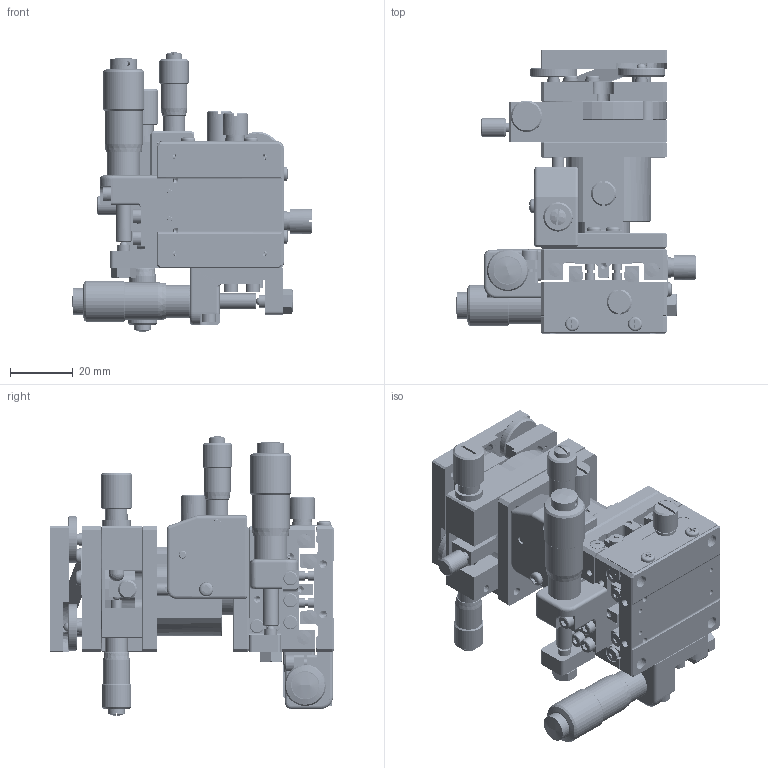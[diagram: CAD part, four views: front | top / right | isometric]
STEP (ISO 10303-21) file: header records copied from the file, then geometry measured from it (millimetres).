
FILE_DESCRIPTION (( 'STEP AP214' ), '1' );
FILE_NAME ('6 Axis - XYZ – Rotary - TipTilt.STEP', '2023-12-05T16:09:31', ( '' ), ( '' ), 'SwSTEP 2.0', 'SolidWorks 2023', '' );
FILE_SCHEMA (( 'AUTOMOTIVE_DESIGN' ));
Length unit declared in the file: millimetre
Products named in the file (15): TSD-402SUU-C1B-S08.stp; TSD-402SUU.stp; 6 Axis - XYZ – Rotary - TipTilt; KSP-406MUU(2)^KSP-406MUU; TSD-403UU(2)^TSD-403UU; TSD-402SUU-C1B-S10.stp; TSD-403UU-C1C-S08^TSD-403UU(2)_TSD-403UU; KSP-406MUU; KSP-40UU-C1A-S01^KSP-406MUU(2)_KSP-406MUU; KSP-40UU-C1A-S05^KSP-406MUU(2)_KSP-406MUU; TSD-402SUU-C1B-S09.stp; TSD-402SUU; TSD-403UU-C1C-S07^TSD-403UU(2)_TSD-403UU; AIS-40BUU; TSD-403UU
Assembly tree (14 placements, depth 4):
  6 Axis - XYZ – Rotary - TipTilt
    TSD-402SUU
      TSD-402SUU.stp
        TSD-402SUU-C1B-S08.stp
        TSD-402SUU-C1B-S10.stp
        TSD-402SUU-C1B-S09.stp
    TSD-403UU
      TSD-403UU(2)^TSD-403UU
        TSD-403UU-C1C-S07^TSD-403UU(2)_TSD-403UU
        TSD-403UU-C1C-S08^TSD-403UU(2)_TSD-403UU
    KSP-406MUU
      KSP-406MUU(2)^KSP-406MUU
        KSP-40UU-C1A-S05^KSP-406MUU(2)_KSP-406MUU
        KSP-40UU-C1A-S01^KSP-406MUU(2)_KSP-406MUU
    AIS-40BUU
Bounding box: 76.34 x 90 x 88.88 mm (x, y, z)
Volume: 65138.6 mm3; surface area: 85759.3 mm2
Topology: 19 solids, 134 shells, 3601 faces, 8890 edges, 5621 vertices
Faces by surface type: plane 1298, cylinder 1250, cone 537, bspline 392, sphere 93, torus 31
Entity records: 141276 total; most frequent: CARTESIAN_POINT 66444, ORIENTED_EDGE 17292, DIRECTION 11457, EDGE_CURVE 8684, VERTEX_POINT 5591, B_SPLINE_CURVE_WITH_KNOTS 4813, AXIS2_PLACEMENT_3D 4635, EDGE_LOOP 4201
